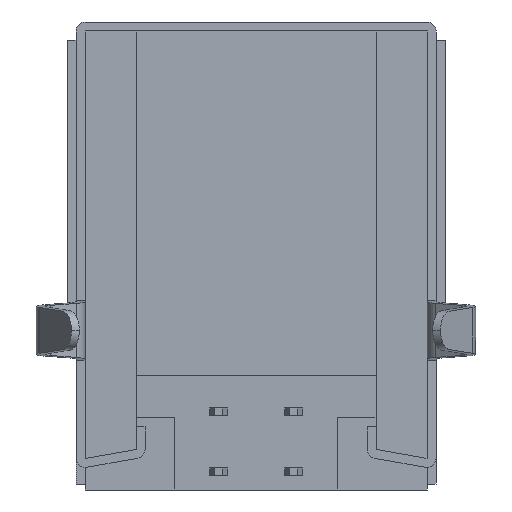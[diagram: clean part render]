
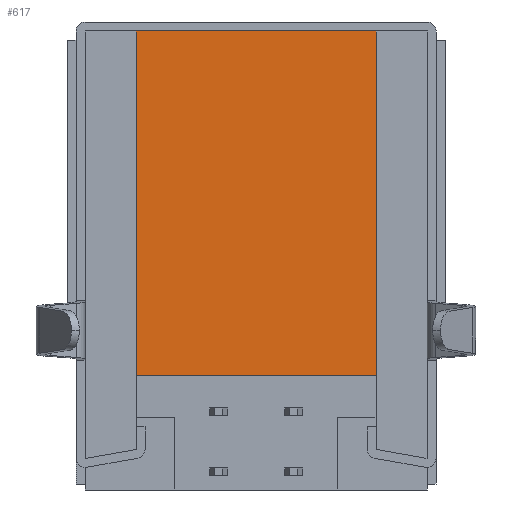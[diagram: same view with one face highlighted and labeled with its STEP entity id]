
A CAD part, front view. The second image highlights one B-rep face of the part: STEP entity #617.
In plain terms, the highlighted planar face has unit normal (0, -1, 0).
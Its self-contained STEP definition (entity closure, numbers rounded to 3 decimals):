
#30 = ORIENTED_EDGE ( 'NONE', *, *, #2817, .F. ) ;
#31 = ORIENTED_EDGE ( 'NONE', *, *, #2816, .F. ) ;
#32 = ORIENTED_EDGE ( 'NONE', *, *, #2815, .F. ) ;
#33 = ORIENTED_EDGE ( 'NONE', *, *, #2814, .F. ) ;
#237 = EDGE_LOOP ( 'NONE', ( #30, #31, #32, #33 ) ) ;
#617 = ADVANCED_FACE ( 'NONE', ( #5811 ), #6257, .T. ) ;
#2477 = VERTEX_POINT ( 'NONE', #7827 ) ;
#2479 = VERTEX_POINT ( 'NONE', #7829 ) ;
#2480 = VERTEX_POINT ( 'NONE', #7830 ) ;
#2482 = VERTEX_POINT ( 'NONE', #7832 ) ;
#2814 = EDGE_CURVE ( 'NONE', #2480, #2482, #7174, .T. ) ;
#2815 = EDGE_CURVE ( 'NONE', #2482, #2477, #7176, .T. ) ;
#2816 = EDGE_CURVE ( 'NONE', #2477, #2479, #7178, .T. ) ;
#2817 = EDGE_CURVE ( 'NONE', #2479, #2480, #7180, .T. ) ;
#5112 = AXIS2_PLACEMENT_3D ( 'NONE', #6265, #6266, #6267 ) ;
#5811 = FACE_OUTER_BOUND ( 'NONE', #237, .T. ) ;
#6257 = PLANE ( 'NONE',  #5112 ) ;
#6265 = CARTESIAN_POINT ( 'NONE',  ( -6., 0., -15.6 ) ) ;
#6266 = DIRECTION ( 'NONE',  ( 0., -1., 0. ) ) ;
#6267 = DIRECTION ( 'NONE',  ( 1., 0., 0. ) ) ;
#7174 = LINE ( 'NONE', #8220, #7177 ) ;
#7176 = LINE ( 'NONE', #8222, #7179 ) ;
#7177 = VECTOR ( 'NONE', #8221, 1000. ) ;
#7178 = LINE ( 'NONE', #8224, #7181 ) ;
#7179 = VECTOR ( 'NONE', #8223, 1000. ) ;
#7180 = LINE ( 'NONE', #8226, #7183 ) ;
#7181 = VECTOR ( 'NONE', #8225, 1000. ) ;
#7183 = VECTOR ( 'NONE', #8227, 1000. ) ;
#7827 = CARTESIAN_POINT ( 'NONE',  ( -4., 0., -11.8 ) ) ;
#7829 = CARTESIAN_POINT ( 'NONE',  ( -4., 0., -0.3 ) ) ;
#7830 = CARTESIAN_POINT ( 'NONE',  ( 4., 0., -0.3 ) ) ;
#7832 = CARTESIAN_POINT ( 'NONE',  ( 4., 0., -11.8 ) ) ;
#8220 = CARTESIAN_POINT ( 'NONE',  ( 4., 0., 0. ) ) ;
#8221 = DIRECTION ( 'NONE',  ( 0., 0., -1. ) ) ;
#8222 = CARTESIAN_POINT ( 'NONE',  ( -6., 0., -11.8 ) ) ;
#8223 = DIRECTION ( 'NONE',  ( -1., 0., 0. ) ) ;
#8224 = CARTESIAN_POINT ( 'NONE',  ( -4., 0., 0. ) ) ;
#8225 = DIRECTION ( 'NONE',  ( 0., 0., 1. ) ) ;
#8226 = CARTESIAN_POINT ( 'NONE',  ( -6., 0., -0.3 ) ) ;
#8227 = DIRECTION ( 'NONE',  ( 1., 0., 0. ) ) ;
